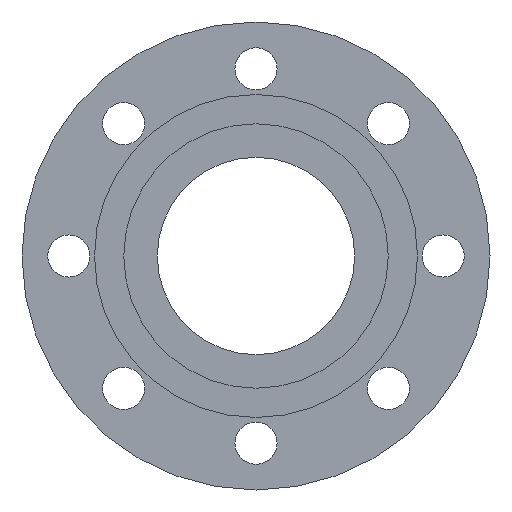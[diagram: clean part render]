
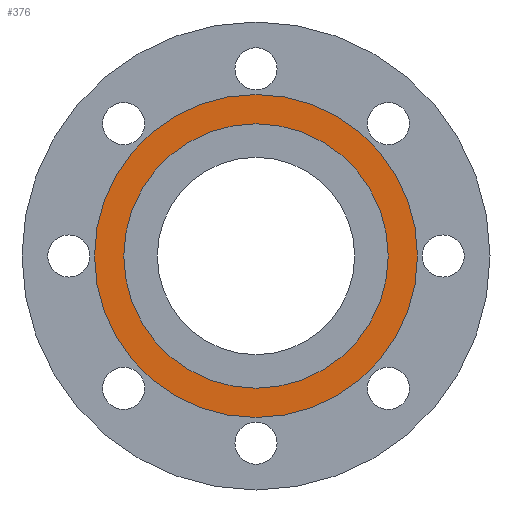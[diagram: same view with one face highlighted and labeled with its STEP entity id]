
A CAD part, front view. The second image highlights one B-rep face of the part: STEP entity #376.
In plain terms, the highlighted planar face has unit normal (0, -1, 0).
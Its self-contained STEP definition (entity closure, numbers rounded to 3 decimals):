
#4 = CARTESIAN_POINT ( 'NONE',  ( 0., 0., 0. ) ) ;
#22 = VERTEX_POINT ( 'NONE', #421 ) ;
#50 = DIRECTION ( 'NONE',  ( 0., 1., 0. ) ) ;
#51 = DIRECTION ( 'NONE',  ( 0., 0., -1. ) ) ;
#59 = CIRCLE ( 'NONE', #737, 69. ) ;
#119 = EDGE_LOOP ( 'NONE', ( #1028, #704 ) ) ;
#135 = CARTESIAN_POINT ( 'NONE',  ( 0., 0., -56.5 ) ) ;
#143 = VERTEX_POINT ( 'NONE', #135 ) ;
#151 = CARTESIAN_POINT ( 'NONE',  ( 0., 0., 0. ) ) ;
#197 = ORIENTED_EDGE ( 'NONE', *, *, #1061, .F. ) ;
#219 = CARTESIAN_POINT ( 'NONE',  ( 0., 0., 56.5 ) ) ;
#245 = EDGE_CURVE ( 'NONE', #550, #143, #611, .T. ) ;
#360 = DIRECTION ( 'NONE',  ( 0., 0., 1. ) ) ;
#376 = ADVANCED_FACE ( 'NONE', ( #504, #592 ), #872, .T. ) ;
#401 = AXIS2_PLACEMENT_3D ( 'NONE', #151, #517, #890 ) ;
#402 = AXIS2_PLACEMENT_3D ( 'NONE', #525, #50, #899 ) ;
#421 = CARTESIAN_POINT ( 'NONE',  ( 0., 0., 69. ) ) ;
#504 = FACE_BOUND ( 'NONE', #119, .T. ) ;
#517 = DIRECTION ( 'NONE',  ( 0., 1., 0. ) ) ;
#525 = CARTESIAN_POINT ( 'NONE',  ( 0., 0., 0. ) ) ;
#550 = VERTEX_POINT ( 'NONE', #1080 ) ;
#559 = VERTEX_POINT ( 'NONE', #912 ) ;
#584 = EDGE_CURVE ( 'NONE', #143, #550, #858, .T. ) ;
#592 = FACE_OUTER_BOUND ( 'NONE', #788, .T. ) ;
#611 = CIRCLE ( 'NONE', #402, 56.5 ) ;
#672 = EDGE_CURVE ( 'NONE', #559, #22, #59, .T. ) ;
#704 = ORIENTED_EDGE ( 'NONE', *, *, #584, .T. ) ;
#737 = AXIS2_PLACEMENT_3D ( 'NONE', #4, #907, #360 ) ;
#788 = EDGE_LOOP ( 'NONE', ( #197, #876 ) ) ;
#858 = CIRCLE ( 'NONE', #401, 56.5 ) ;
#862 = DIRECTION ( 'NONE',  ( 0., -1., 0. ) ) ;
#872 = PLANE ( 'NONE',  #1149 ) ;
#876 = ORIENTED_EDGE ( 'NONE', *, *, #672, .F. ) ;
#890 = DIRECTION ( 'NONE',  ( 0., 0., 1. ) ) ;
#899 = DIRECTION ( 'NONE',  ( 0., 0., 1. ) ) ;
#907 = DIRECTION ( 'NONE',  ( 0., 1., 0. ) ) ;
#912 = CARTESIAN_POINT ( 'NONE',  ( 0., 0., -69. ) ) ;
#948 = CIRCLE ( 'NONE', #1098, 69. ) ;
#1028 = ORIENTED_EDGE ( 'NONE', *, *, #245, .T. ) ;
#1034 = DIRECTION ( 'NONE',  ( 0., 1., 0. ) ) ;
#1045 = CARTESIAN_POINT ( 'NONE',  ( 0., 0., 0. ) ) ;
#1061 = EDGE_CURVE ( 'NONE', #22, #559, #948, .T. ) ;
#1080 = CARTESIAN_POINT ( 'NONE',  ( 0., 0., 56.5 ) ) ;
#1098 = AXIS2_PLACEMENT_3D ( 'NONE', #1045, #1034, #1121 ) ;
#1121 = DIRECTION ( 'NONE',  ( 0., 0., 1. ) ) ;
#1149 = AXIS2_PLACEMENT_3D ( 'NONE', #219, #862, #51 ) ;
